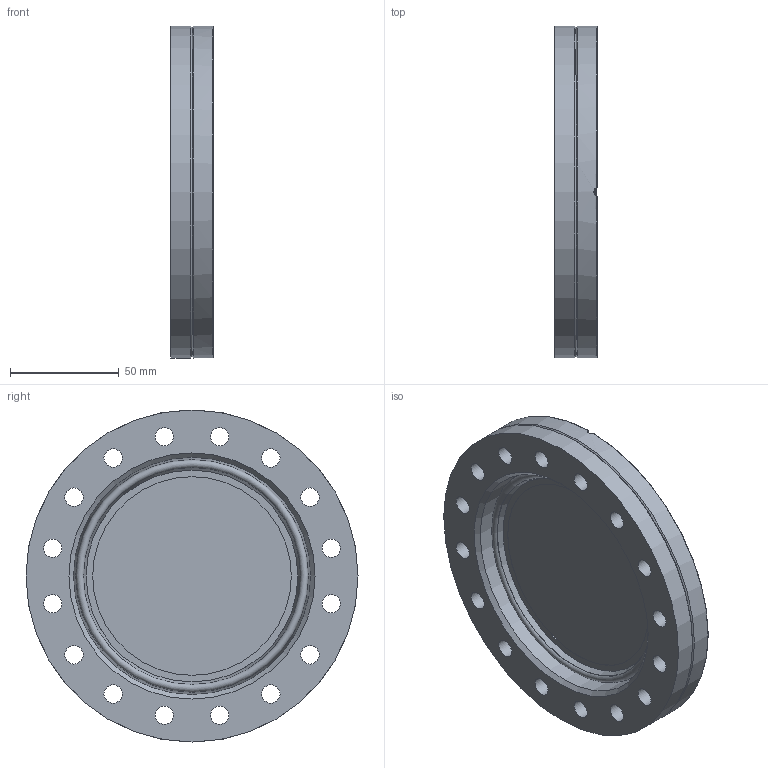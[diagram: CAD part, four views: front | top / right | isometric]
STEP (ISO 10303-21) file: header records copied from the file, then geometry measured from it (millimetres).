
FILE_DESCRIPTION (( 'STEP AP214' ), '1' );
FILE_NAME ('HK1CF100FULLVAC.STEP', '2025-05-21T12:16:24', ( '' ), ( '' ), 'SwSTEP 2.0', 'SolidWorks 2017', '' );
FILE_SCHEMA (( 'AUTOMOTIVE_DESIGN' ));
Length unit declared in the file: millimetre
Products named in the file (1): HK1CF100FULLVAC
Bounding box: 19.5 x 152.4 x 152.4 mm (x, y, z)
Volume: 193393.7 mm3; surface area: 72198.4 mm2
Topology: 2 solids, 2 shells, 86 faces, 209 edges, 133 vertices
Faces by surface type: cylinder 36, torus 28, plane 12, cone 10
Full cylindrical faces by diameter (mm): 8.4 x16, 91.2 x1, 91.8 x1, 93.2 x1, 97.2 x2, 97.8 x1, 109 x1, 110 x1, 152.4 x2
Entity records: 2312 total; most frequent: CARTESIAN_POINT 473, DIRECTION 374, ORIENTED_EDGE 256, EDGE_LOOP 186, AXIS2_PLACEMENT_3D 183, FACE_OUTER_BOUND 136, EDGE_CURVE 128, VERTEX_POINT 112
